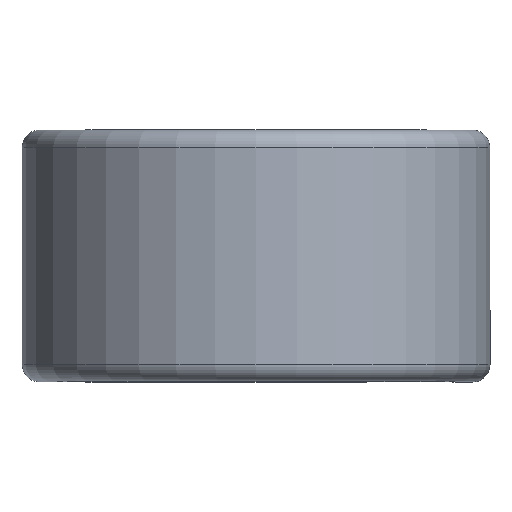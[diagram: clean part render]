
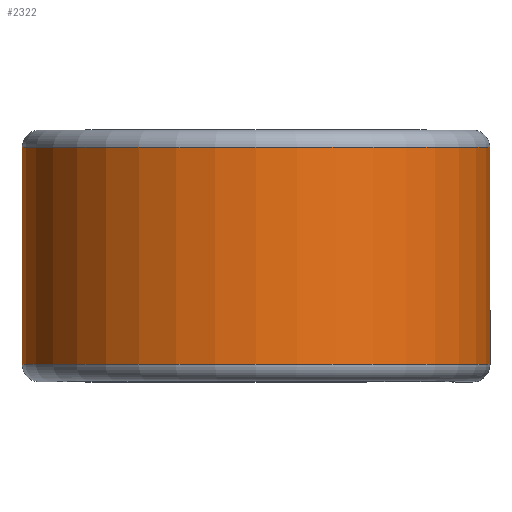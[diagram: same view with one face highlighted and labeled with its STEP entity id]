
A CAD part, top view. The second image highlights one B-rep face of the part: STEP entity #2322.
In plain terms, the highlighted cylindrical face has radius 10.338 mm (diameter 20.676 mm), a partial arc.
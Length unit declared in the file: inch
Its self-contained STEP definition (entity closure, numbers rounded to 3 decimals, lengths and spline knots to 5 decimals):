
#65 = EDGE_LOOP ( 'NONE', ( #935, #1249, #633, #838 ) ) ;
#73 = DIRECTION ( 'NONE',  ( 0., -1., 0. ) ) ;
#83 = DIRECTION ( 'NONE',  ( 0., -1., 0. ) ) ;
#94 = CARTESIAN_POINT ( 'NONE',  ( 0., 0.18875, 0. ) ) ;
#112 = CARTESIAN_POINT ( 'NONE',  ( 0., 0.18875, -0.407 ) ) ;
#127 = LINE ( 'NONE', #480, #475 ) ;
#231 = AXIS2_PLACEMENT_3D ( 'NONE', #1135, #73, #2011 ) ;
#293 = EDGE_CURVE ( 'NONE', #384, #781, #936, .T. ) ;
#384 = VERTEX_POINT ( 'NONE', #913 ) ;
#475 = VECTOR ( 'NONE', #875, 39.37008 ) ;
#480 = CARTESIAN_POINT ( 'NONE',  ( 0., 0.18875, -0.407 ) ) ;
#503 = CIRCLE ( 'NONE', #1845, 0.407 ) ;
#630 = CYLINDRICAL_SURFACE ( 'NONE', #902, 0.407 ) ;
#633 = ORIENTED_EDGE ( 'NONE', *, *, #2340, .F. ) ;
#781 = VERTEX_POINT ( 'NONE', #1951 ) ;
#809 = DIRECTION ( 'NONE',  ( 0., 0., -1. ) ) ;
#838 = ORIENTED_EDGE ( 'NONE', *, *, #954, .F. ) ;
#875 = DIRECTION ( 'NONE',  ( 0., 1., 0. ) ) ;
#902 = AXIS2_PLACEMENT_3D ( 'NONE', #2076, #1922, #809 ) ;
#913 = CARTESIAN_POINT ( 'NONE',  ( 0.407, -0.18875, 0. ) ) ;
#935 = ORIENTED_EDGE ( 'NONE', *, *, #293, .T. ) ;
#936 = LINE ( 'NONE', #1643, #1897 ) ;
#954 = EDGE_CURVE ( 'NONE', #384, #1155, #1657, .T. ) ;
#1069 = VERTEX_POINT ( 'NONE', #112 ) ;
#1135 = CARTESIAN_POINT ( 'NONE',  ( 0., -0.18875, 0. ) ) ;
#1155 = VERTEX_POINT ( 'NONE', #1833 ) ;
#1249 = ORIENTED_EDGE ( 'NONE', *, *, #1907, .T. ) ;
#1643 = CARTESIAN_POINT ( 'NONE',  ( 0.407, 0.18875, 0. ) ) ;
#1657 = CIRCLE ( 'NONE', #231, 0.407 ) ;
#1833 = CARTESIAN_POINT ( 'NONE',  ( 0., -0.18875, -0.407 ) ) ;
#1845 = AXIS2_PLACEMENT_3D ( 'NONE', #94, #83, #2256 ) ;
#1897 = VECTOR ( 'NONE', #2206, 39.37008 ) ;
#1907 = EDGE_CURVE ( 'NONE', #781, #1069, #503, .T. ) ;
#1922 = DIRECTION ( 'NONE',  ( 0., -1., 0. ) ) ;
#1951 = CARTESIAN_POINT ( 'NONE',  ( 0.407, 0.18875, 0. ) ) ;
#2011 = DIRECTION ( 'NONE',  ( 0., 0., -1. ) ) ;
#2076 = CARTESIAN_POINT ( 'NONE',  ( 0., 0.1875, 0. ) ) ;
#2089 = FACE_OUTER_BOUND ( 'NONE', #65, .T. ) ;
#2206 = DIRECTION ( 'NONE',  ( 0., 1., 0. ) ) ;
#2256 = DIRECTION ( 'NONE',  ( 0., 0., -1. ) ) ;
#2322 = ADVANCED_FACE ( 'NONE', ( #2089 ), #630, .T. ) ;
#2340 = EDGE_CURVE ( 'NONE', #1155, #1069, #127, .T. ) ;
